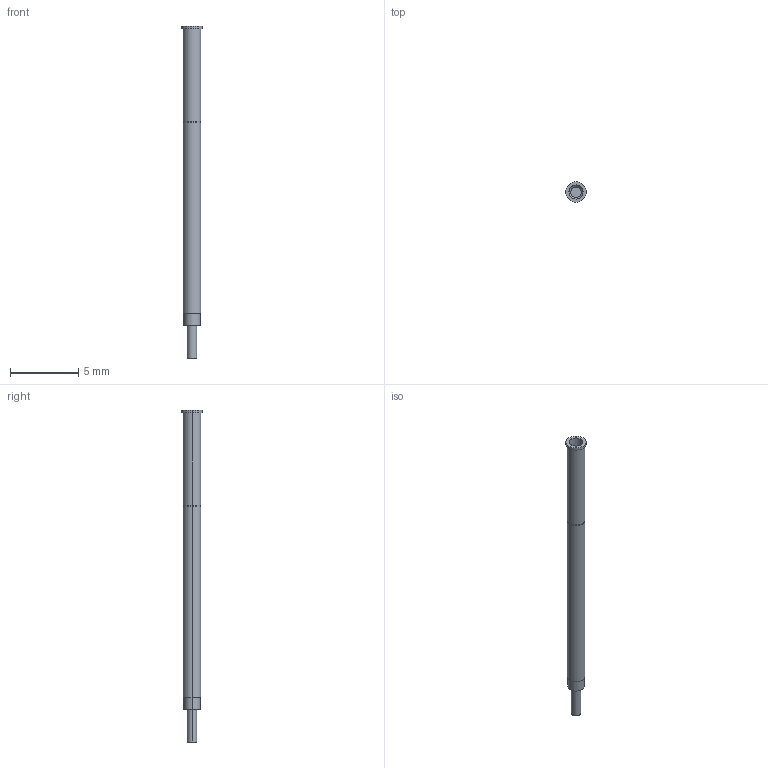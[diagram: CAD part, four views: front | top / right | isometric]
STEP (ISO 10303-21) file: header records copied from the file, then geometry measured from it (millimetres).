
FILE_DESCRIPTION (( 'STEP AP203' ), '1' );
FILE_NAME ('MOD-H863KB.step', '2015-07-09T11:52:20', ( 'firstrun' ), ( 'Hewlett-Packard Company' ), 'SwSTEP 2.0', 'SolidWorks 2012', '' );
FILE_SCHEMA (( 'CONFIG_CONTROL_DESIGN' ));
Length unit declared in the file: millimetre
Products named in the file (1): MOD-H863KB
Bounding box: 1.5 x 1.5 x 24.4 mm (x, y, z)
Volume: 13.3 mm3; surface area: 167.9 mm2
Topology: 1 solids, 1 shells, 32 faces, 64 edges, 37 vertices
Faces by surface type: cylinder 18, cone 8, plane 6
Entity records: 895 total; most frequent: DIRECTION 164, CARTESIAN_POINT 132, ORIENTED_EDGE 124, AXIS2_PLACEMENT_3D 69, EDGE_CURVE 62, EDGE_LOOP 37, VERTEX_POINT 37, CIRCLE 36
